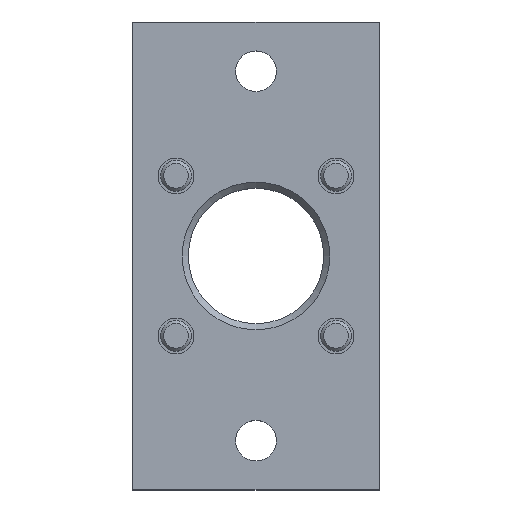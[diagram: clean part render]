
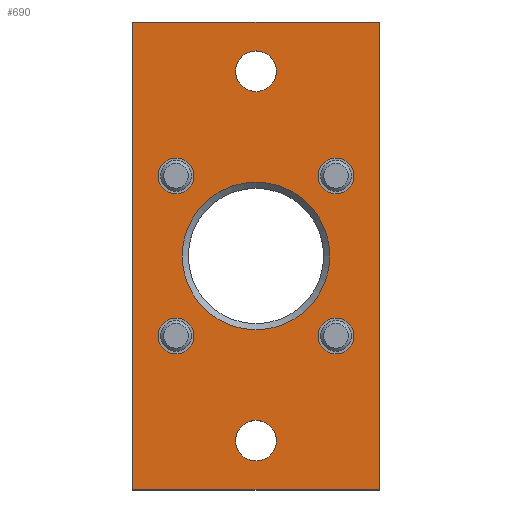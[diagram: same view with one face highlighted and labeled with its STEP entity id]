
A CAD part, top view. The second image highlights one B-rep face of the part: STEP entity #690.
In plain terms, the highlighted planar face has unit normal (0, 0, 1).
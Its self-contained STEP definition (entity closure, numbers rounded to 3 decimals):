
#61=CIRCLE('',#766,3.3);
#63=CIRCLE('',#769,3.3);
#65=CIRCLE('',#773,2.9);
#66=CIRCLE('',#774,2.9);
#67=CIRCLE('',#775,2.9);
#68=CIRCLE('',#776,2.9);
#69=CIRCLE('',#777,12.);
#139=ORIENTED_EDGE('',*,*,#295,.T.);
#140=ORIENTED_EDGE('',*,*,#296,.T.);
#141=ORIENTED_EDGE('',*,*,#297,.T.);
#142=ORIENTED_EDGE('',*,*,#298,.T.);
#143=ORIENTED_EDGE('',*,*,#299,.T.);
#144=ORIENTED_EDGE('',*,*,#291,.F.);
#145=ORIENTED_EDGE('',*,*,#289,.F.);
#146=ORIENTED_EDGE('',*,*,#281,.T.);
#147=ORIENTED_EDGE('',*,*,#285,.T.);
#148=ORIENTED_EDGE('',*,*,#288,.T.);
#149=ORIENTED_EDGE('',*,*,#294,.T.);
#281=EDGE_CURVE('',#362,#361,#420,.T.);
#285=EDGE_CURVE('',#361,#364,#424,.T.);
#288=EDGE_CURVE('',#364,#366,#427,.T.);
#289=EDGE_CURVE('',#367,#367,#61,.T.);
#291=EDGE_CURVE('',#369,#369,#63,.T.);
#294=EDGE_CURVE('',#366,#362,#429,.T.);
#295=EDGE_CURVE('',#371,#371,#65,.T.);
#296=EDGE_CURVE('',#372,#372,#66,.T.);
#297=EDGE_CURVE('',#373,#373,#67,.T.);
#298=EDGE_CURVE('',#374,#374,#68,.T.);
#299=EDGE_CURVE('',#375,#375,#69,.T.);
#361=VERTEX_POINT('',#1100);
#362=VERTEX_POINT('',#1102);
#364=VERTEX_POINT('',#1108);
#366=VERTEX_POINT('',#1114);
#367=VERTEX_POINT('',#1118);
#369=VERTEX_POINT('',#1123);
#371=VERTEX_POINT('',#1131);
#372=VERTEX_POINT('',#1133);
#373=VERTEX_POINT('',#1135);
#374=VERTEX_POINT('',#1137);
#375=VERTEX_POINT('',#1139);
#420=LINE('',#1101,#450);
#424=LINE('',#1109,#454);
#427=LINE('',#1115,#457);
#429=LINE('',#1128,#459);
#450=VECTOR('',#868,1000.);
#454=VECTOR('',#874,1000.);
#457=VECTOR('',#879,1000.);
#459=VECTOR('',#895,1000.);
#486=EDGE_LOOP('',(#139));
#487=EDGE_LOOP('',(#140));
#488=EDGE_LOOP('',(#141));
#489=EDGE_LOOP('',(#142));
#490=EDGE_LOOP('',(#143));
#491=EDGE_LOOP('',(#144));
#492=EDGE_LOOP('',(#145));
#493=EDGE_LOOP('',(#146,#147,#148,#149));
#576=FACE_BOUND('',#486,.T.);
#577=FACE_BOUND('',#487,.T.);
#578=FACE_BOUND('',#488,.T.);
#579=FACE_BOUND('',#489,.T.);
#580=FACE_BOUND('',#490,.T.);
#581=FACE_BOUND('',#491,.T.);
#582=FACE_BOUND('',#492,.T.);
#583=FACE_BOUND('',#493,.T.);
#663=PLANE('',#772);
#690=ADVANCED_FACE('',(#576,#577,#578,#579,#580,#581,#582,#583),#663,.T.);
#766=AXIS2_PLACEMENT_3D('',#1117,#882,#883);
#769=AXIS2_PLACEMENT_3D('',#1122,#888,#889);
#772=AXIS2_PLACEMENT_3D('',#1129,#896,#897);
#773=AXIS2_PLACEMENT_3D('',#1130,#898,#899);
#774=AXIS2_PLACEMENT_3D('',#1132,#900,#901);
#775=AXIS2_PLACEMENT_3D('',#1134,#902,#903);
#776=AXIS2_PLACEMENT_3D('',#1136,#904,#905);
#777=AXIS2_PLACEMENT_3D('',#1138,#906,#907);
#868=DIRECTION('',(-1.,0.,0.));
#874=DIRECTION('',(0.,-1.,0.));
#879=DIRECTION('',(1.,0.,0.));
#882=DIRECTION('',(0.,0.,1.));
#883=DIRECTION('',(1.,0.,0.));
#888=DIRECTION('',(0.,0.,1.));
#889=DIRECTION('',(1.,0.,0.));
#895=DIRECTION('',(0.,1.,0.));
#896=DIRECTION('',(0.,0.,1.));
#897=DIRECTION('',(1.,0.,0.));
#898=DIRECTION('',(0.,0.,-1.));
#899=DIRECTION('',(-1.,0.,0.));
#900=DIRECTION('',(0.,0.,-1.));
#901=DIRECTION('',(-1.,0.,0.));
#902=DIRECTION('',(0.,0.,-1.));
#903=DIRECTION('',(-1.,0.,0.));
#904=DIRECTION('',(0.,0.,-1.));
#905=DIRECTION('',(-1.,0.,0.));
#906=DIRECTION('',(0.,0.,-1.));
#907=DIRECTION('',(-1.,0.,0.));
#1100=CARTESIAN_POINT('',(-20.,38.,8.));
#1101=CARTESIAN_POINT('',(20.,38.,8.));
#1102=CARTESIAN_POINT('',(20.,38.,8.));
#1108=CARTESIAN_POINT('',(-20.,-38.,8.));
#1109=CARTESIAN_POINT('',(-20.,38.,8.));
#1114=CARTESIAN_POINT('',(20.,-38.,8.));
#1115=CARTESIAN_POINT('',(-20.,-38.,8.));
#1117=CARTESIAN_POINT('',(0.,30.,8.));
#1118=CARTESIAN_POINT('',(3.3,30.,8.));
#1122=CARTESIAN_POINT('',(0.,-30.,8.));
#1123=CARTESIAN_POINT('',(3.3,-30.,8.));
#1128=CARTESIAN_POINT('',(20.,-38.,8.));
#1129=CARTESIAN_POINT('',(0.,0.,8.));
#1130=CARTESIAN_POINT('',(-13.,13.,8.));
#1131=CARTESIAN_POINT('',(-15.9,13.,8.));
#1132=CARTESIAN_POINT('',(13.,-13.,8.));
#1133=CARTESIAN_POINT('',(10.1,-13.,8.));
#1134=CARTESIAN_POINT('',(-13.,-13.,8.));
#1135=CARTESIAN_POINT('',(-15.9,-13.,8.));
#1136=CARTESIAN_POINT('',(13.,13.,8.));
#1137=CARTESIAN_POINT('',(10.1,13.,8.));
#1138=CARTESIAN_POINT('',(0.,0.,8.));
#1139=CARTESIAN_POINT('',(-12.,0.,8.));
